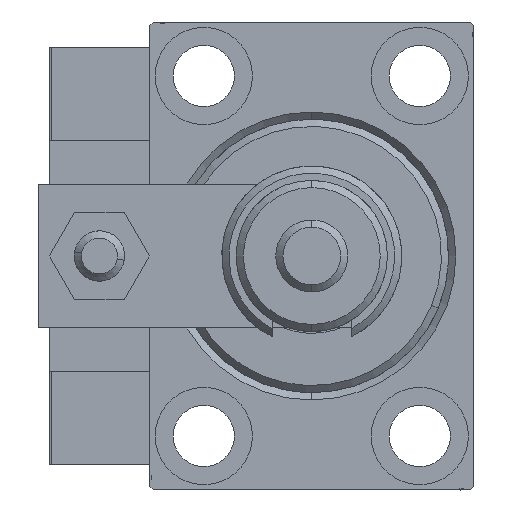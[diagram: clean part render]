
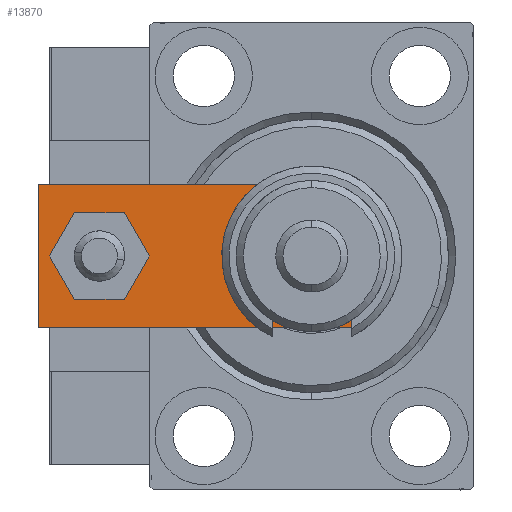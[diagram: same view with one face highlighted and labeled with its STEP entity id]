
A CAD part, left-side view. The second image highlights one B-rep face of the part: STEP entity #13870.
In plain terms, the highlighted face is planar.
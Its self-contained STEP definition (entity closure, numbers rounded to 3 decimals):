
#341 = VERTEX_POINT ( 'NONE', #27714 ) ;
#631 = VERTEX_POINT ( 'NONE', #10502 ) ;
#1005 = DIRECTION ( 'NONE',  ( 0., -1., 0. ) ) ;
#1827 = LINE ( 'NONE', #17657, #29988 ) ;
#2253 = VERTEX_POINT ( 'NONE', #27523 ) ;
#3235 = ORIENTED_EDGE ( 'NONE', *, *, #11519, .F. ) ;
#3305 = CARTESIAN_POINT ( 'NONE',  ( 2.88, -2.88, 6. ) ) ;
#3308 = CARTESIAN_POINT ( 'NONE',  ( 0., 10., 6. ) ) ;
#3358 = EDGE_CURVE ( 'NONE', #2253, #46426, #8240, .T. ) ;
#3362 = VERTEX_POINT ( 'NONE', #19762 ) ;
#3947 = EDGE_CURVE ( 'NONE', #3362, #2253, #29037, .T. ) ;
#5673 = CIRCLE ( 'NONE', #17642, 4. ) ;
#6486 = FACE_BOUND ( 'NONE', #45244, .T. ) ;
#7025 = DIRECTION ( 'NONE',  ( -1., 0., 0. ) ) ;
#7602 = DIRECTION ( 'NONE',  ( 1., 0., 0. ) ) ;
#7749 = EDGE_LOOP ( 'NONE', ( #50648, #31747 ) ) ;
#8240 = LINE ( 'NONE', #32108, #15435 ) ;
#8354 = EDGE_CURVE ( 'NONE', #341, #3362, #13350, .T. ) ;
#9553 = DIRECTION ( 'NONE',  ( 0., 0., 1. ) ) ;
#9634 = AXIS2_PLACEMENT_3D ( 'NONE', #34093, #50381, #17721 ) ;
#10502 = CARTESIAN_POINT ( 'NONE',  ( -7.25, 10., 6. ) ) ;
#11519 = EDGE_CURVE ( 'NONE', #46733, #43114, #5673, .T. ) ;
#13350 = LINE ( 'NONE', #41752, #37248 ) ;
#13555 = AXIS2_PLACEMENT_3D ( 'NONE', #3308, #24230, #7602 ) ;
#13870 = ADVANCED_FACE ( 'NONE', ( #6486, #31679, #22838 ), #14265, .T. ) ;
#14265 = PLANE ( 'NONE',  #27117 ) ;
#14808 = CARTESIAN_POINT ( 'NONE',  ( 10., 48., 6. ) ) ;
#15435 = VECTOR ( 'NONE', #35853, 1000. ) ;
#16988 = EDGE_CURVE ( 'NONE', #37005, #631, #36646, .T. ) ;
#17014 = CARTESIAN_POINT ( 'NONE',  ( 0., 39.5, 6. ) ) ;
#17642 = AXIS2_PLACEMENT_3D ( 'NONE', #17014, #21592, #25065 ) ;
#17657 = CARTESIAN_POINT ( 'NONE',  ( 10., 0., 6. ) ) ;
#17721 = DIRECTION ( 'NONE',  ( 1., 0., 0. ) ) ;
#17917 = DIRECTION ( 'NONE',  ( 0., 1., 0. ) ) ;
#19063 = EDGE_LOOP ( 'NONE', ( #36409, #29197, #48163, #36221, #27998, #28427 ) ) ;
#19762 = CARTESIAN_POINT ( 'NONE',  ( -10., 4.24, 6. ) ) ;
#19775 = EDGE_CURVE ( 'NONE', #43114, #46733, #50430, .T. ) ;
#19835 = VECTOR ( 'NONE', #7025, 1000. ) ;
#21592 = DIRECTION ( 'NONE',  ( 0., 0., 1. ) ) ;
#22325 = DIRECTION ( 'NONE',  ( 1., 0., 0. ) ) ;
#22838 = FACE_BOUND ( 'NONE', #7749, .T. ) ;
#23354 = CARTESIAN_POINT ( 'NONE',  ( 0., 0., 6. ) ) ;
#23831 = VERTEX_POINT ( 'NONE', #25653 ) ;
#24159 = CIRCLE ( 'NONE', #9634, 7.25 ) ;
#24230 = DIRECTION ( 'NONE',  ( 0., 0., 1. ) ) ;
#25065 = DIRECTION ( 'NONE',  ( 1., 0., 0. ) ) ;
#25653 = CARTESIAN_POINT ( 'NONE',  ( 10., 48., 6. ) ) ;
#27117 = AXIS2_PLACEMENT_3D ( 'NONE', #23354, #39696, #22325 ) ;
#27523 = CARTESIAN_POINT ( 'NONE',  ( -5.76, 0., 6. ) ) ;
#27714 = CARTESIAN_POINT ( 'NONE',  ( -10., 48., 6. ) ) ;
#27888 = ORIENTED_EDGE ( 'NONE', *, *, #19775, .F. ) ;
#27969 = CARTESIAN_POINT ( 'NONE',  ( 5.76, 0., 6. ) ) ;
#27998 = ORIENTED_EDGE ( 'NONE', *, *, #51911, .T. ) ;
#28239 = EDGE_CURVE ( 'NONE', #23831, #341, #51476, .T. ) ;
#28427 = ORIENTED_EDGE ( 'NONE', *, *, #28239, .T. ) ;
#29037 = LINE ( 'NONE', #50146, #40269 ) ;
#29197 = ORIENTED_EDGE ( 'NONE', *, *, #3947, .T. ) ;
#29361 = EDGE_CURVE ( 'NONE', #631, #37005, #24159, .T. ) ;
#29431 = DIRECTION ( 'NONE',  ( 1., 0., 0. ) ) ;
#29988 = VECTOR ( 'NONE', #17917, 1000. ) ;
#31679 = FACE_OUTER_BOUND ( 'NONE', #19063, .T. ) ;
#31747 = ORIENTED_EDGE ( 'NONE', *, *, #16988, .F. ) ;
#32108 = CARTESIAN_POINT ( 'NONE',  ( -10., 0., 6. ) ) ;
#34093 = CARTESIAN_POINT ( 'NONE',  ( 0., 10., 6. ) ) ;
#34222 = AXIS2_PLACEMENT_3D ( 'NONE', #46264, #9553, #29431 ) ;
#35853 = DIRECTION ( 'NONE',  ( 1., 0., 0. ) ) ;
#36020 = LINE ( 'NONE', #3305, #40193 ) ;
#36221 = ORIENTED_EDGE ( 'NONE', *, *, #50284, .T. ) ;
#36409 = ORIENTED_EDGE ( 'NONE', *, *, #8354, .T. ) ;
#36646 = CIRCLE ( 'NONE', #13555, 7.25 ) ;
#37005 = VERTEX_POINT ( 'NONE', #52663 ) ;
#37248 = VECTOR ( 'NONE', #1005, 1000. ) ;
#37734 = CARTESIAN_POINT ( 'NONE',  ( -4., 39.5, 6. ) ) ;
#39696 = DIRECTION ( 'NONE',  ( 0., 0., 1. ) ) ;
#40193 = VECTOR ( 'NONE', #52316, 1000. ) ;
#40269 = VECTOR ( 'NONE', #49616, 1000. ) ;
#41683 = CARTESIAN_POINT ( 'NONE',  ( 10., 4.24, 6. ) ) ;
#41752 = CARTESIAN_POINT ( 'NONE',  ( -10., 48., 6. ) ) ;
#43114 = VERTEX_POINT ( 'NONE', #44777 ) ;
#44777 = CARTESIAN_POINT ( 'NONE',  ( 4., 39.5, 6. ) ) ;
#45244 = EDGE_LOOP ( 'NONE', ( #3235, #27888 ) ) ;
#45496 = VERTEX_POINT ( 'NONE', #41683 ) ;
#46264 = CARTESIAN_POINT ( 'NONE',  ( 0., 39.5, 6. ) ) ;
#46426 = VERTEX_POINT ( 'NONE', #27969 ) ;
#46733 = VERTEX_POINT ( 'NONE', #37734 ) ;
#48163 = ORIENTED_EDGE ( 'NONE', *, *, #3358, .T. ) ;
#49616 = DIRECTION ( 'NONE',  ( 0.707, -0.707, 0. ) ) ;
#50146 = CARTESIAN_POINT ( 'NONE',  ( -2.88, -2.88, 6. ) ) ;
#50284 = EDGE_CURVE ( 'NONE', #46426, #45496, #36020, .T. ) ;
#50381 = DIRECTION ( 'NONE',  ( 0., 0., 1. ) ) ;
#50430 = CIRCLE ( 'NONE', #34222, 4. ) ;
#50648 = ORIENTED_EDGE ( 'NONE', *, *, #29361, .F. ) ;
#51476 = LINE ( 'NONE', #14808, #19835 ) ;
#51911 = EDGE_CURVE ( 'NONE', #45496, #23831, #1827, .T. ) ;
#52316 = DIRECTION ( 'NONE',  ( 0.707, 0.707, 0. ) ) ;
#52663 = CARTESIAN_POINT ( 'NONE',  ( 7.25, 10., 6. ) ) ;
